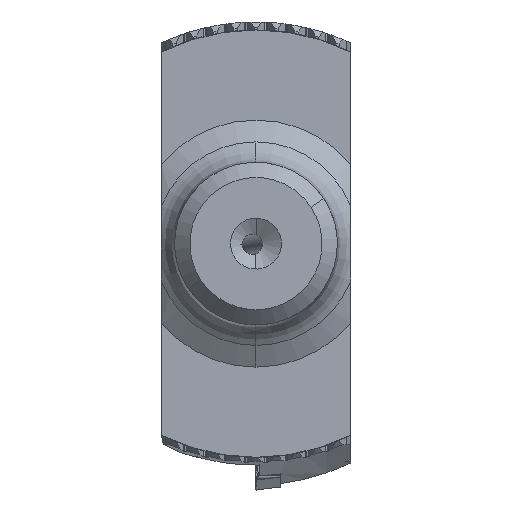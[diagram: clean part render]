
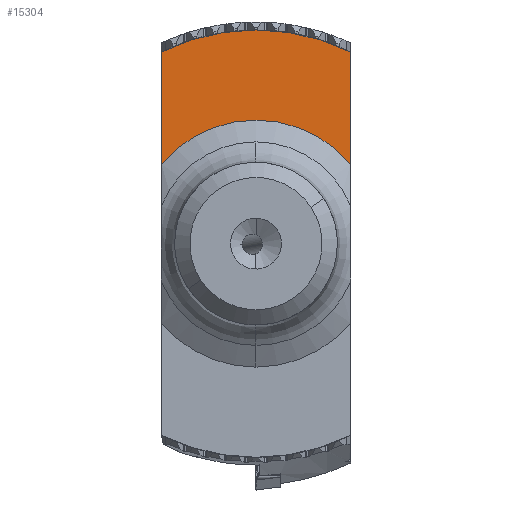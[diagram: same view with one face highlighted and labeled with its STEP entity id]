
A CAD part, left-side view. The second image highlights one B-rep face of the part: STEP entity #15304.
In plain terms, the highlighted planar face has unit normal (-1, 0, 0).
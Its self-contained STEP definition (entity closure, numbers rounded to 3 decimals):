
#1825 = EDGE_CURVE ( 'NONE', #19250, #19249, #15766, .T. ) ;
#1921 = EDGE_CURVE ( 'NONE', #19179, #19180, #15798, .T. ) ;
#4866 = CIRCLE ( 'NONE', #8549, 21. ) ;
#4883 = CIRCLE ( 'NONE', #8584, 12.141 ) ;
#4884 = LINE ( 'NONE', #11455, #4886 ) ;
#4886 = VECTOR ( 'NONE', #11454, 1000. ) ;
#8068 = CARTESIAN_POINT ( 'NONE',  ( 19.7, 0., 0. ) ) ;
#8069 = DIRECTION ( 'NONE',  ( -1., 0., 0. ) ) ;
#8070 = DIRECTION ( 'NONE',  ( 0., 0., 1. ) ) ;
#8549 = AXIS2_PLACEMENT_3D ( 'NONE', #8068, #8069, #8070 ) ;
#8584 = AXIS2_PLACEMENT_3D ( 'NONE', #11460, #11461, #11462 ) ;
#11454 = DIRECTION ( 'NONE',  ( 0., 0., 1. ) ) ;
#11455 = CARTESIAN_POINT ( 'NONE',  ( 19.7, -9.3, -12.141 ) ) ;
#11460 = CARTESIAN_POINT ( 'NONE',  ( 19.7, 0., 0. ) ) ;
#11461 = DIRECTION ( 'NONE',  ( -1., 0., 0. ) ) ;
#11462 = DIRECTION ( 'NONE',  ( 0., 0., 1. ) ) ;
#13550 = CARTESIAN_POINT ( 'NONE',  ( 19.7, 9.3, 18.828 ) ) ;
#13551 = CARTESIAN_POINT ( 'NONE',  ( 19.7, 9.3, 7.804 ) ) ;
#13706 = CARTESIAN_POINT ( 'NONE',  ( 19.7, 0., 21. ) ) ;
#13707 = CARTESIAN_POINT ( 'NONE',  ( 19.7, -9.3, 18.828 ) ) ;
#14023 = CARTESIAN_POINT ( 'NONE',  ( 19.7, -9.3, 7.804 ) ) ;
#14816 = AXIS2_PLACEMENT_3D ( 'NONE', #29382, #29384, #29386 ) ;
#15156 = AXIS2_PLACEMENT_3D ( 'NONE', #24324, #24325, #24327 ) ;
#15304 = ADVANCED_FACE ( 'NONE', ( #24675 ), #24310, .F. ) ;
#15766 = CIRCLE ( 'NONE', #14816, 21. ) ;
#15798 = LINE ( 'NONE', #16109, #15801 ) ;
#15801 = VECTOR ( 'NONE', #16108, 1000. ) ;
#16108 = DIRECTION ( 'NONE',  ( 0., 0., -1. ) ) ;
#16109 = CARTESIAN_POINT ( 'NONE',  ( 19.7, 9.3, -12.141 ) ) ;
#17532 = EDGE_CURVE ( 'NONE', #19249, #19179, #4866, .T. ) ;
#17581 = EDGE_CURVE ( 'NONE', #28560, #19180, #4883, .T. ) ;
#17582 = EDGE_CURVE ( 'NONE', #28560, #19250, #4884, .T. ) ;
#19179 = VERTEX_POINT ( 'NONE', #13550 ) ;
#19180 = VERTEX_POINT ( 'NONE', #13551 ) ;
#19249 = VERTEX_POINT ( 'NONE', #13706 ) ;
#19250 = VERTEX_POINT ( 'NONE', #13707 ) ;
#20635 = ORIENTED_EDGE ( 'NONE', *, *, #17581, .F. ) ;
#20637 = ORIENTED_EDGE ( 'NONE', *, *, #1825, .T. ) ;
#20638 = ORIENTED_EDGE ( 'NONE', *, *, #17532, .T. ) ;
#20639 = ORIENTED_EDGE ( 'NONE', *, *, #1921, .T. ) ;
#20691 = ORIENTED_EDGE ( 'NONE', *, *, #17582, .T. ) ;
#24310 = PLANE ( 'NONE',  #15156 ) ;
#24324 = CARTESIAN_POINT ( 'NONE',  ( 19.7, 0., -12.141 ) ) ;
#24325 = DIRECTION ( 'NONE',  ( 1., 0., 0. ) ) ;
#24327 = DIRECTION ( 'NONE',  ( 0., 0., -1. ) ) ;
#24675 = FACE_OUTER_BOUND ( 'NONE', #27510, .T. ) ;
#27510 = EDGE_LOOP ( 'NONE', ( #20635, #20691, #20637, #20638, #20639 ) ) ;
#28560 = VERTEX_POINT ( 'NONE', #14023 ) ;
#29382 = CARTESIAN_POINT ( 'NONE',  ( 19.7, 0., 0. ) ) ;
#29384 = DIRECTION ( 'NONE',  ( -1., 0., 0. ) ) ;
#29386 = DIRECTION ( 'NONE',  ( 0., 0., 1. ) ) ;
